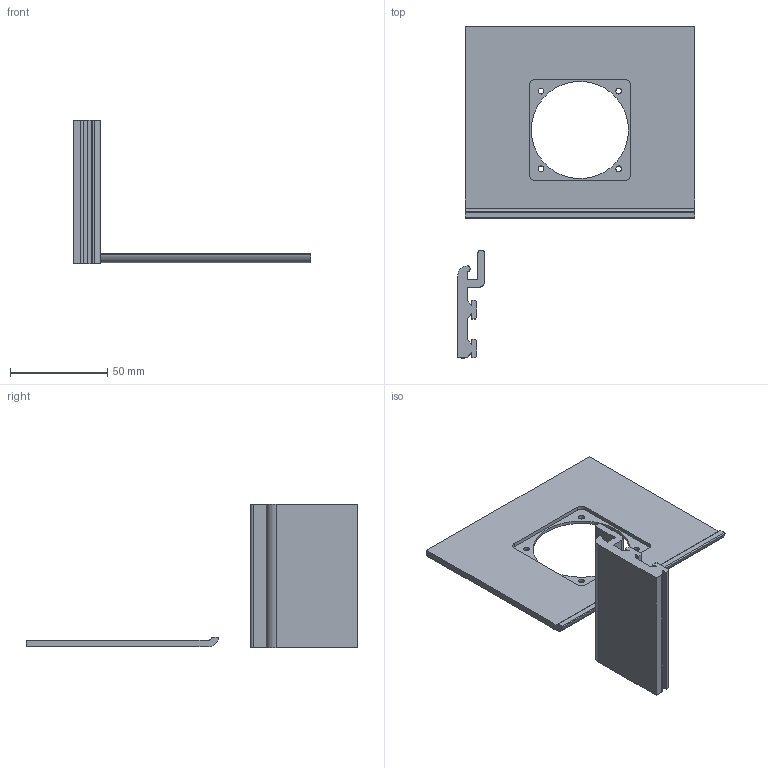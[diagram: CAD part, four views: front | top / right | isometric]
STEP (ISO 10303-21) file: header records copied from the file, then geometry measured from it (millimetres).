
FILE_DESCRIPTION(/* description */ (''),/* implementation_level */ '2;1');
FILE_NAME(/* name */ 'cover_with_hinge.step',/* time_stamp */ '2020-01-11T10:09:35-05:00',/* author */ (''),/* organization */ (''),/* preprocessor_version */ 'ST-DEVELOPER v18',/* originating_system */ 'Autodesk Translation Framework v8.12.0.6',/* authorisation */ '');
FILE_SCHEMA (('AUTOMOTIVE_DESIGN { 1 0 10303 214 3 1 1 }'));
Length unit declared in the file: millimetre
Products named in the file (1): cover_with_hinge
Bounding box: 122 x 170.8 x 74 mm (x, y, z)
Volume: 62098.3 mm3; surface area: 35880.4 mm2
Topology: 2 solids, 2 shells, 60 faces, 170 edges, 115 vertices
Faces by surface type: plane 41, cylinder 19
Full cylindrical faces by diameter (mm): 3 x4, 50 x1
Entity records: 2011 total; most frequent: CARTESIAN_POINT 346, ORIENTED_EDGE 340, DIRECTION 330, EDGE_CURVE 170, LINE 132, VECTOR 132, VERTEX_POINT 115, AXIS2_PLACEMENT_3D 99
